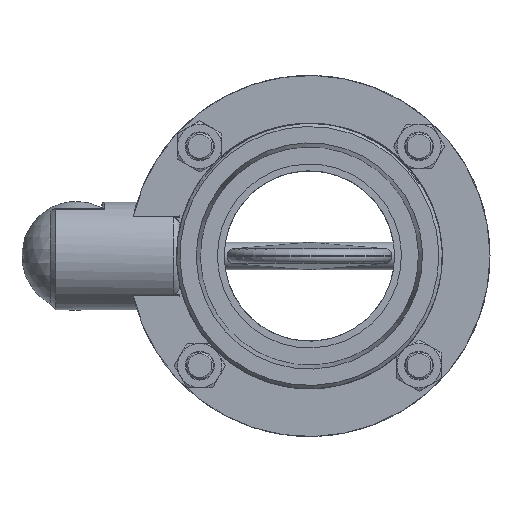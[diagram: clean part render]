
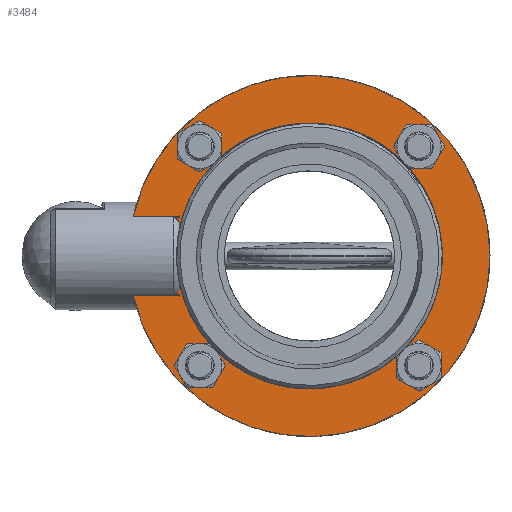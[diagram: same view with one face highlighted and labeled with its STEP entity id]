
A CAD part, left-side view. The second image highlights one B-rep face of the part: STEP entity #3484.
In plain terms, the highlighted planar face has unit normal (-1, 0, 0).
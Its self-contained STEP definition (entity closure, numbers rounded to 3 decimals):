
#176=LINE('',#8929,#321);
#177=LINE('',#8933,#322);
#182=LINE('',#9046,#327);
#187=LINE('',#9107,#332);
#188=LINE('',#9112,#333);
#189=LINE('',#9119,#334);
#190=LINE('',#9132,#335);
#321=VECTOR('',#4307,2.);
#322=VECTOR('',#4310,2.);
#327=VECTOR('',#4355,16.5);
#332=VECTOR('',#4408,0.347);
#333=VECTOR('',#4415,0.347);
#334=VECTOR('',#4424,13.711);
#335=VECTOR('',#4427,13.711);
#480=FACE_BOUND('',#1296,.T.);
#481=FACE_BOUND('',#1297,.T.);
#482=FACE_BOUND('',#1298,.T.);
#483=FACE_BOUND('',#1299,.T.);
#484=FACE_BOUND('',#1300,.T.);
#625=PLANE('',#3809);
#784=CIRCLE('',#3810,53.);
#785=CIRCLE('',#3811,30.45);
#786=CIRCLE('',#3812,4.25);
#787=CIRCLE('',#3813,4.25);
#788=CIRCLE('',#3814,4.25);
#789=CIRCLE('',#3815,4.25);
#1008=FACE_OUTER_BOUND('',#1295,.T.);
#1295=EDGE_LOOP('',(#2802,#2803,#2804,#2805,#2806,#2807,#2808,#2809,#2810,
#2811));
#1296=EDGE_LOOP('',(#2812));
#1297=EDGE_LOOP('',(#2813));
#1298=EDGE_LOOP('',(#2814));
#1299=EDGE_LOOP('',(#2815));
#1300=EDGE_LOOP('',(#2816));
#1563=B_SPLINE_CURVE_WITH_KNOTS('',3,(#8968,#8969,#8970,#8971,#8972,#8973,
#8974,#8975,#8976,#8977),.UNSPECIFIED.,.F.,.F.,(4,2,2,2,4),(1.3,
1.436,1.535,1.613,1.678),
 .UNSPECIFIED.);
#1564=B_SPLINE_CURVE_WITH_KNOTS('',3,(#8980,#8981,#8982,#8983,#8984,#8985,
#8986,#8987,#8988,#8989),.UNSPECIFIED.,.F.,.F.,(4,2,2,2,4),(0.,0.065,
0.143,0.242,0.378),.UNSPECIFIED.);
#1695=VERTEX_POINT('',#8926);
#1696=VERTEX_POINT('',#8928);
#1697=VERTEX_POINT('',#8930);
#1698=VERTEX_POINT('',#8932);
#1702=VERTEX_POINT('',#8967);
#1703=VERTEX_POINT('',#8978);
#1718=VERTEX_POINT('',#9106);
#1719=VERTEX_POINT('',#9110);
#1721=VERTEX_POINT('',#9118);
#1722=VERTEX_POINT('',#9131);
#1723=VERTEX_POINT('',#9145);
#1724=VERTEX_POINT('',#9147);
#1725=VERTEX_POINT('',#9149);
#1726=VERTEX_POINT('',#9151);
#1727=VERTEX_POINT('',#9153);
#2070=EDGE_CURVE('',#1696,#1695,#176,.T.);
#2072=EDGE_CURVE('',#1698,#1697,#177,.T.);
#2082=EDGE_CURVE('',#1696,#1702,#1563,.F.);
#2084=EDGE_CURVE('',#1697,#1703,#1564,.T.);
#2092=EDGE_CURVE('',#1703,#1702,#182,.T.);
#2109=EDGE_CURVE('',#1718,#1698,#187,.T.);
#2112=EDGE_CURVE('',#1695,#1719,#188,.T.);
#2114=EDGE_CURVE('',#1719,#1721,#189,.T.);
#2116=EDGE_CURVE('',#1722,#1718,#190,.T.);
#2118=EDGE_CURVE('',#1722,#1721,#784,.T.);
#2119=EDGE_CURVE('',#1723,#1723,#785,.T.);
#2120=EDGE_CURVE('',#1724,#1724,#786,.T.);
#2121=EDGE_CURVE('',#1725,#1725,#787,.T.);
#2122=EDGE_CURVE('',#1726,#1726,#788,.T.);
#2123=EDGE_CURVE('',#1727,#1727,#789,.T.);
#2802=ORIENTED_EDGE('',*,*,#2116,.T.);
#2803=ORIENTED_EDGE('',*,*,#2109,.T.);
#2804=ORIENTED_EDGE('',*,*,#2072,.T.);
#2805=ORIENTED_EDGE('',*,*,#2084,.T.);
#2806=ORIENTED_EDGE('',*,*,#2092,.T.);
#2807=ORIENTED_EDGE('',*,*,#2082,.F.);
#2808=ORIENTED_EDGE('',*,*,#2070,.T.);
#2809=ORIENTED_EDGE('',*,*,#2112,.T.);
#2810=ORIENTED_EDGE('',*,*,#2114,.T.);
#2811=ORIENTED_EDGE('',*,*,#2118,.F.);
#2812=ORIENTED_EDGE('',*,*,#2119,.T.);
#2813=ORIENTED_EDGE('',*,*,#2120,.T.);
#2814=ORIENTED_EDGE('',*,*,#2121,.T.);
#2815=ORIENTED_EDGE('',*,*,#2122,.T.);
#2816=ORIENTED_EDGE('',*,*,#2123,.T.);
#3484=ADVANCED_FACE('',(#1008,#480,#481,#482,#483,#484),#625,.F.);
#3809=AXIS2_PLACEMENT_3D('',#9143,#4428,#4429);
#3810=AXIS2_PLACEMENT_3D('',#9144,#4430,#4431);
#3811=AXIS2_PLACEMENT_3D('',#9146,#4432,#4433);
#3812=AXIS2_PLACEMENT_3D('',#9148,#4434,#4435);
#3813=AXIS2_PLACEMENT_3D('',#9150,#4436,#4437);
#3814=AXIS2_PLACEMENT_3D('',#9152,#4438,#4439);
#3815=AXIS2_PLACEMENT_3D('',#9154,#4440,#4441);
#4307=DIRECTION('',(0.,-1.,0.));
#4310=DIRECTION('',(0.,1.,0.));
#4355=DIRECTION('',(0.,0.,-1.));
#4408=DIRECTION('',(0.,0.,-1.));
#4415=DIRECTION('',(0.,0.,-1.));
#4424=DIRECTION('',(0.,1.,0.));
#4427=DIRECTION('',(0.,-1.,0.));
#4428=DIRECTION('center_axis',(1.,0.,0.));
#4429=DIRECTION('ref_axis',(0.,0.,-1.));
#4430=DIRECTION('center_axis',(1.,0.,0.));
#4431=DIRECTION('ref_axis',(0.,0.,-1.));
#4432=DIRECTION('center_axis',(1.,0.,0.));
#4433=DIRECTION('ref_axis',(0.,1.,0.));
#4434=DIRECTION('center_axis',(1.,0.,0.));
#4435=DIRECTION('ref_axis',(0.,0.,1.));
#4436=DIRECTION('center_axis',(1.,0.,0.));
#4437=DIRECTION('ref_axis',(0.,-1.,0.));
#4438=DIRECTION('center_axis',(1.,0.,0.));
#4439=DIRECTION('ref_axis',(0.,0.,-1.));
#4440=DIRECTION('center_axis',(1.,0.,0.));
#4441=DIRECTION('ref_axis',(0.,1.,0.));
#8926=CARTESIAN_POINT('',(-32.289,30.48,-11.272));
#8928=CARTESIAN_POINT('',(-32.289,32.48,-11.272));
#8929=CARTESIAN_POINT('',(-32.289,68.48,-11.272));
#8930=CARTESIAN_POINT('',(-32.289,32.48,11.272));
#8932=CARTESIAN_POINT('',(-32.289,30.48,11.272));
#8933=CARTESIAN_POINT('',(-32.289,68.48,11.272));
#8967=CARTESIAN_POINT('',(-32.289,30.48,-8.25));
#8968=CARTESIAN_POINT('Ctrl Pts',(-32.289,30.48,-8.25));
#8969=CARTESIAN_POINT('Ctrl Pts',(-32.289,30.48,-8.701));
#8970=CARTESIAN_POINT('Ctrl Pts',(-32.289,30.55,-9.238));
#8971=CARTESIAN_POINT('Ctrl Pts',(-32.289,30.795,-9.982));
#8972=CARTESIAN_POINT('Ctrl Pts',(-32.289,30.974,-10.338));
#8973=CARTESIAN_POINT('Ctrl Pts',(-32.289,31.347,-10.796));
#8974=CARTESIAN_POINT('Ctrl Pts',(-32.289,31.584,-10.998));
#8975=CARTESIAN_POINT('Ctrl Pts',(-32.289,32.01,-11.209));
#8976=CARTESIAN_POINT('Ctrl Pts',(-32.289,32.263,-11.272));
#8977=CARTESIAN_POINT('Ctrl Pts',(-32.289,32.48,-11.272));
#8978=CARTESIAN_POINT('',(-32.289,30.48,8.25));
#8980=CARTESIAN_POINT('Ctrl Pts',(-32.289,32.48,11.272));
#8981=CARTESIAN_POINT('Ctrl Pts',(-32.289,32.263,11.272));
#8982=CARTESIAN_POINT('Ctrl Pts',(-32.289,32.01,11.209));
#8983=CARTESIAN_POINT('Ctrl Pts',(-32.289,31.584,10.998));
#8984=CARTESIAN_POINT('Ctrl Pts',(-32.289,31.347,10.796));
#8985=CARTESIAN_POINT('Ctrl Pts',(-32.289,30.974,10.338));
#8986=CARTESIAN_POINT('Ctrl Pts',(-32.289,30.795,9.982));
#8987=CARTESIAN_POINT('Ctrl Pts',(-32.289,30.55,9.238));
#8988=CARTESIAN_POINT('Ctrl Pts',(-32.289,30.48,8.701));
#8989=CARTESIAN_POINT('Ctrl Pts',(-32.289,30.48,8.25));
#9046=CARTESIAN_POINT('',(-32.289,30.48,0.));
#9106=CARTESIAN_POINT('',(-32.289,30.48,11.619));
#9107=CARTESIAN_POINT('',(-32.289,30.48,0.));
#9110=CARTESIAN_POINT('',(-32.289,30.48,-11.619));
#9112=CARTESIAN_POINT('',(-32.289,30.48,0.));
#9118=CARTESIAN_POINT('',(-32.289,44.191,-11.619));
#9119=CARTESIAN_POINT('',(-32.289,70.48,-11.619));
#9131=CARTESIAN_POINT('',(-32.289,44.191,11.619));
#9132=CARTESIAN_POINT('',(-32.289,70.48,11.619));
#9143=CARTESIAN_POINT('Origin',(-32.289,-7.52,0.));
#9144=CARTESIAN_POINT('Origin',(-32.289,-7.52,0.));
#9145=CARTESIAN_POINT('',(-32.289,22.93,0.));
#9146=CARTESIAN_POINT('Origin',(-32.289,-7.52,0.));
#9147=CARTESIAN_POINT('',(-32.289,24.654,27.923));
#9148=CARTESIAN_POINT('Origin',(-32.289,24.654,32.173));
#9149=CARTESIAN_POINT('',(-32.289,-35.443,32.173));
#9150=CARTESIAN_POINT('Origin',(-32.289,-39.693,32.173));
#9151=CARTESIAN_POINT('',(-32.289,-39.693,-27.923));
#9152=CARTESIAN_POINT('Origin',(-32.289,-39.693,-32.173));
#9153=CARTESIAN_POINT('',(-32.289,20.404,-32.173));
#9154=CARTESIAN_POINT('Origin',(-32.289,24.654,-32.173));
